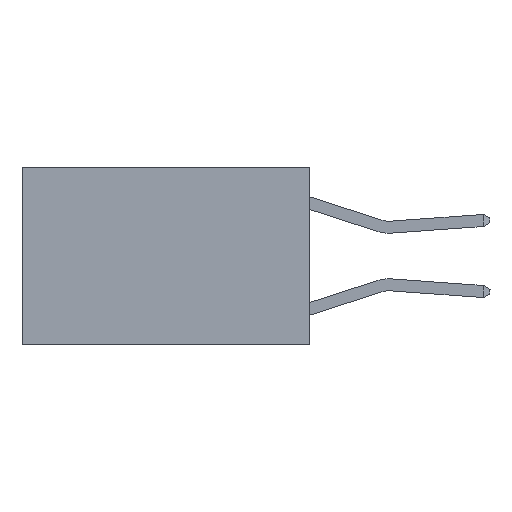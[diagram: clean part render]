
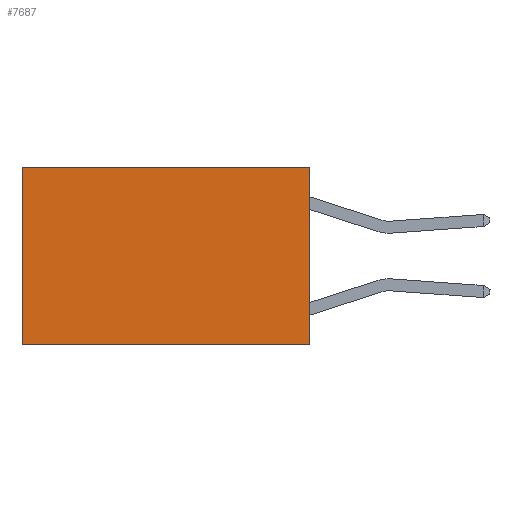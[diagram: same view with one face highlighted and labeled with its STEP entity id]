
A CAD part, left-side view. The second image highlights one B-rep face of the part: STEP entity #7687.
In plain terms, the highlighted planar face has unit normal (-1, 0, 0).
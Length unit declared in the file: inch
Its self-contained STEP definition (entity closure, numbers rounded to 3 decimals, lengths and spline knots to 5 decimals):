
#184 = VERTEX_POINT ( 'NONE', #2921 ) ;
#587 = LINE ( 'NONE', #1682, #6738 ) ;
#1171 = DIRECTION ( 'NONE',  ( 0., 0., -1. ) ) ;
#1235 = PLANE ( 'NONE',  #2845 ) ;
#1682 = CARTESIAN_POINT ( 'NONE',  ( 0.2625, 0.6, 0. ) ) ;
#1750 = CARTESIAN_POINT ( 'NONE',  ( 0.2625, 0.6, -0.37 ) ) ;
#2377 = DIRECTION ( 'NONE',  ( 0., 0., -1. ) ) ;
#2395 = FACE_OUTER_BOUND ( 'NONE', #6718, .T. ) ;
#2845 = AXIS2_PLACEMENT_3D ( 'NONE', #7778, #4910, #1171 ) ;
#2872 = ORIENTED_EDGE ( 'NONE', *, *, #9203, .F. ) ;
#2907 = VECTOR ( 'NONE', #8363, 39.37008 ) ;
#2921 = CARTESIAN_POINT ( 'NONE',  ( 0.2625, 0., -0.37 ) ) ;
#3258 = CARTESIAN_POINT ( 'NONE',  ( 0.2625, 0., 0. ) ) ;
#3802 = VERTEX_POINT ( 'NONE', #5754 ) ;
#4647 = DIRECTION ( 'NONE',  ( 0., 1., 0. ) ) ;
#4722 = LINE ( 'NONE', #9101, #6372 ) ;
#4910 = DIRECTION ( 'NONE',  ( 1., 0., 0. ) ) ;
#5051 = LINE ( 'NONE', #6629, #9128 ) ;
#5129 = ORIENTED_EDGE ( 'NONE', *, *, #6805, .T. ) ;
#5659 = ORIENTED_EDGE ( 'NONE', *, *, #8044, .T. ) ;
#5696 = EDGE_CURVE ( 'NONE', #184, #8930, #9081, .T. ) ;
#5754 = CARTESIAN_POINT ( 'NONE',  ( 0.2625, 0.6, 0. ) ) ;
#6016 = ORIENTED_EDGE ( 'NONE', *, *, #5696, .F. ) ;
#6372 = VECTOR ( 'NONE', #4647, 39.37008 ) ;
#6629 = CARTESIAN_POINT ( 'NONE',  ( 0.2625, 0., 0. ) ) ;
#6718 = EDGE_LOOP ( 'NONE', ( #5129, #6016, #2872, #5659 ) ) ;
#6738 = VECTOR ( 'NONE', #2377, 39.37008 ) ;
#6805 = EDGE_CURVE ( 'NONE', #3802, #8930, #587, .T. ) ;
#6924 = VERTEX_POINT ( 'NONE', #3258 ) ;
#7687 = ADVANCED_FACE ( 'NONE', ( #2395 ), #1235, .F. ) ;
#7778 = CARTESIAN_POINT ( 'NONE',  ( 0.2625, 0., 0. ) ) ;
#8044 = EDGE_CURVE ( 'NONE', #6924, #3802, #4722, .T. ) ;
#8231 = CARTESIAN_POINT ( 'NONE',  ( 0.2625, 0., -0.37 ) ) ;
#8363 = DIRECTION ( 'NONE',  ( 0., 1., 0. ) ) ;
#8930 = VERTEX_POINT ( 'NONE', #1750 ) ;
#8988 = DIRECTION ( 'NONE',  ( 0., 0., -1. ) ) ;
#9081 = LINE ( 'NONE', #8231, #2907 ) ;
#9101 = CARTESIAN_POINT ( 'NONE',  ( 0.2625, 0., 0. ) ) ;
#9128 = VECTOR ( 'NONE', #8988, 39.37008 ) ;
#9203 = EDGE_CURVE ( 'NONE', #6924, #184, #5051, .T. ) ;
